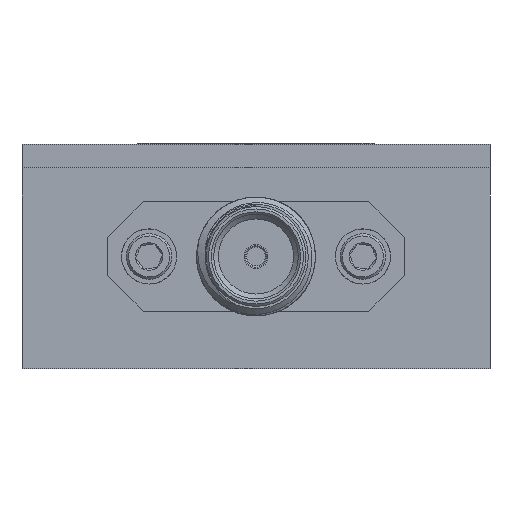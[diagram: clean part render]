
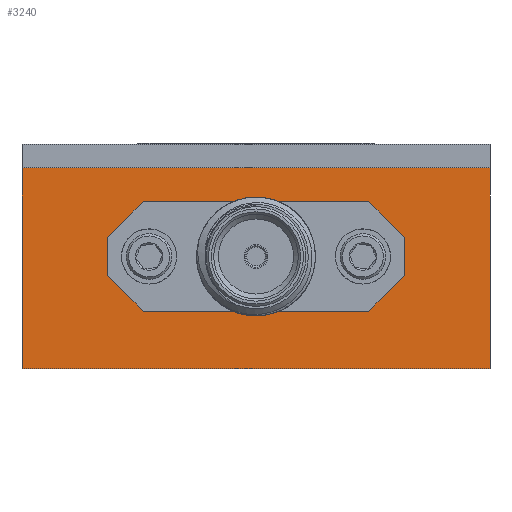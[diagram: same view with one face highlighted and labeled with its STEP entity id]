
A CAD part, left-side view. The second image highlights one B-rep face of the part: STEP entity #3240.
In plain terms, the highlighted planar face has unit normal (-1, 0, 0).
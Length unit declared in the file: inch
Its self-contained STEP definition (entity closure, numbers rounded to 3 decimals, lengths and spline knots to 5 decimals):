
#231 = DIRECTION ( 'NONE',  ( 0., 0., -1. ) ) ;
#245 = CARTESIAN_POINT ( 'NONE',  ( -0.4925, -0.3125, 0.04 ) ) ;
#611 = VECTOR ( 'NONE', #14222, 39.37008 ) ;
#929 = CARTESIAN_POINT ( 'NONE',  ( -0.4925, -0.3125, -0.04 ) ) ;
#1090 = LINE ( 'NONE', #9479, #12098 ) ;
#1104 = ORIENTED_EDGE ( 'NONE', *, *, #2428, .F. ) ;
#1196 = VERTEX_POINT ( 'NONE', #12367 ) ;
#1634 = LINE ( 'NONE', #14137, #13152 ) ;
#2056 = VERTEX_POINT ( 'NONE', #7494 ) ;
#2191 = ORIENTED_EDGE ( 'NONE', *, *, #8179, .F. ) ;
#2276 = CARTESIAN_POINT ( 'NONE',  ( -0.4925, 0.17625, -0.17625 ) ) ;
#2364 = VERTEX_POINT ( 'NONE', #12218 ) ;
#2396 = ORIENTED_EDGE ( 'NONE', *, *, #5010, .T. ) ;
#2418 = DIRECTION ( 'NONE',  ( 0., 0., -1. ) ) ;
#2428 = EDGE_CURVE ( 'NONE', #2056, #10593, #10932, .T. ) ;
#2537 = CARTESIAN_POINT ( 'NONE',  ( -0.4925, -0.4925, 0.1865 ) ) ;
#2552 = EDGE_LOOP ( 'NONE', ( #2191, #2396, #10152, #8087 ) ) ;
#2942 = DIRECTION ( 'NONE',  ( 0., 0., 1. ) ) ;
#3131 = CARTESIAN_POINT ( 'NONE',  ( -0.4925, -0.4925, -0.2365 ) ) ;
#3240 = ADVANCED_FACE ( 'NONE', ( #7504, #3705 ), #11893, .F. ) ;
#3357 = LINE ( 'NONE', #4447, #611 ) ;
#3505 = CARTESIAN_POINT ( 'NONE',  ( -0.4925, 0.4925, -0.2365 ) ) ;
#3589 = EDGE_CURVE ( 'NONE', #12633, #7414, #1090, .T. ) ;
#3607 = ORIENTED_EDGE ( 'NONE', *, *, #12002, .T. ) ;
#3691 = VERTEX_POINT ( 'NONE', #7386 ) ;
#3705 = FACE_OUTER_BOUND ( 'NONE', #2552, .T. ) ;
#3800 = CARTESIAN_POINT ( 'NONE',  ( -0.4925, -0.17625, 0.17625 ) ) ;
#3944 = DIRECTION ( 'NONE',  ( 0., 0.707, -0.707 ) ) ;
#4043 = AXIS2_PLACEMENT_3D ( 'NONE', #8879, #5712, #2418 ) ;
#4284 = ORIENTED_EDGE ( 'NONE', *, *, #10607, .T. ) ;
#4352 = VECTOR ( 'NONE', #6279, 39.37008 ) ;
#4412 = VECTOR ( 'NONE', #9060, 39.37008 ) ;
#4447 = CARTESIAN_POINT ( 'NONE',  ( -0.4925, -0.4925, 0.2365 ) ) ;
#4817 = DIRECTION ( 'NONE',  ( 0., -1., 0. ) ) ;
#4985 = VERTEX_POINT ( 'NONE', #3505 ) ;
#5010 = EDGE_CURVE ( 'NONE', #3691, #4985, #11575, .T. ) ;
#5186 = CARTESIAN_POINT ( 'NONE',  ( -0.4925, 0.2375, 0.115 ) ) ;
#5311 = LINE ( 'NONE', #14010, #5641 ) ;
#5423 = VECTOR ( 'NONE', #231, 39.37008 ) ;
#5537 = LINE ( 'NONE', #2276, #6903 ) ;
#5641 = VECTOR ( 'NONE', #7496, 39.37008 ) ;
#5712 = DIRECTION ( 'NONE',  ( 1., 0., 0. ) ) ;
#5849 = EDGE_CURVE ( 'NONE', #10635, #1196, #13802, .T. ) ;
#6255 = DIRECTION ( 'NONE',  ( 0., -0.707, -0.707 ) ) ;
#6279 = DIRECTION ( 'NONE',  ( 0., -1., 0. ) ) ;
#6310 = CARTESIAN_POINT ( 'NONE',  ( -0.4925, -0.17625, -0.17625 ) ) ;
#6723 = VECTOR ( 'NONE', #4817, 39.37008 ) ;
#6880 = DIRECTION ( 'NONE',  ( 0., -1., 0. ) ) ;
#6903 = VECTOR ( 'NONE', #12215, 39.37008 ) ;
#6954 = EDGE_CURVE ( 'NONE', #4985, #11582, #13065, .T. ) ;
#7162 = LINE ( 'NONE', #2537, #8709 ) ;
#7230 = EDGE_CURVE ( 'NONE', #2364, #10593, #1634, .T. ) ;
#7386 = CARTESIAN_POINT ( 'NONE',  ( -0.4925, 0.4925, 0.1865 ) ) ;
#7414 = VERTEX_POINT ( 'NONE', #245 ) ;
#7494 = CARTESIAN_POINT ( 'NONE',  ( -0.4925, -0.2375, 0.115 ) ) ;
#7496 = DIRECTION ( 'NONE',  ( 0., 0., -1. ) ) ;
#7504 = FACE_BOUND ( 'NONE', #14114, .T. ) ;
#7630 = DIRECTION ( 'NONE',  ( 0., -0.707, 0.707 ) ) ;
#8087 = ORIENTED_EDGE ( 'NONE', *, *, #13843, .F. ) ;
#8098 = ORIENTED_EDGE ( 'NONE', *, *, #10997, .T. ) ;
#8179 = EDGE_CURVE ( 'NONE', #3691, #11843, #7162, .T. ) ;
#8323 = LINE ( 'NONE', #6310, #10545 ) ;
#8330 = VERTEX_POINT ( 'NONE', #9363 ) ;
#8709 = VECTOR ( 'NONE', #6880, 39.37008 ) ;
#8743 = ORIENTED_EDGE ( 'NONE', *, *, #12714, .F. ) ;
#8879 = CARTESIAN_POINT ( 'NONE',  ( -0.4925, -0.4925, 0.2365 ) ) ;
#9060 = DIRECTION ( 'NONE',  ( 0., 1., 0. ) ) ;
#9363 = CARTESIAN_POINT ( 'NONE',  ( -0.4925, 0.3125, -0.04 ) ) ;
#9479 = CARTESIAN_POINT ( 'NONE',  ( -0.4925, -0.3125, 0.115 ) ) ;
#9664 = CARTESIAN_POINT ( 'NONE',  ( -0.4925, 0.2375, -0.115 ) ) ;
#9851 = VECTOR ( 'NONE', #6255, 39.37008 ) ;
#10152 = ORIENTED_EDGE ( 'NONE', *, *, #6954, .T. ) ;
#10197 = LINE ( 'NONE', #3800, #9851 ) ;
#10545 = VECTOR ( 'NONE', #3944, 39.37008 ) ;
#10593 = VERTEX_POINT ( 'NONE', #5186 ) ;
#10607 = EDGE_CURVE ( 'NONE', #12633, #1196, #8323, .T. ) ;
#10635 = VERTEX_POINT ( 'NONE', #9664 ) ;
#10737 = ORIENTED_EDGE ( 'NONE', *, *, #7230, .T. ) ;
#10932 = LINE ( 'NONE', #11156, #4412 ) ;
#10997 = EDGE_CURVE ( 'NONE', #2056, #7414, #10197, .T. ) ;
#11156 = CARTESIAN_POINT ( 'NONE',  ( -0.4925, -0.3125, 0.115 ) ) ;
#11575 = LINE ( 'NONE', #13358, #5423 ) ;
#11582 = VERTEX_POINT ( 'NONE', #3131 ) ;
#11788 = CARTESIAN_POINT ( 'NONE',  ( -0.4925, -0.4925, 0.1865 ) ) ;
#11843 = VERTEX_POINT ( 'NONE', #11788 ) ;
#11893 = PLANE ( 'NONE',  #4043 ) ;
#12002 = EDGE_CURVE ( 'NONE', #10635, #8330, #5537, .T. ) ;
#12098 = VECTOR ( 'NONE', #2942, 39.37008 ) ;
#12215 = DIRECTION ( 'NONE',  ( 0., 0.707, 0.707 ) ) ;
#12218 = CARTESIAN_POINT ( 'NONE',  ( -0.4925, 0.3125, 0.04 ) ) ;
#12367 = CARTESIAN_POINT ( 'NONE',  ( -0.4925, -0.2375, -0.115 ) ) ;
#12396 = ORIENTED_EDGE ( 'NONE', *, *, #5849, .F. ) ;
#12621 = CARTESIAN_POINT ( 'NONE',  ( -0.4925, -0.4925, -0.2365 ) ) ;
#12633 = VERTEX_POINT ( 'NONE', #929 ) ;
#12714 = EDGE_CURVE ( 'NONE', #2364, #8330, #5311, .T. ) ;
#12715 = CARTESIAN_POINT ( 'NONE',  ( -0.4925, -0.3125, -0.115 ) ) ;
#13065 = LINE ( 'NONE', #12621, #6723 ) ;
#13152 = VECTOR ( 'NONE', #7630, 39.37008 ) ;
#13358 = CARTESIAN_POINT ( 'NONE',  ( -0.4925, 0.4925, 0.2365 ) ) ;
#13802 = LINE ( 'NONE', #12715, #4352 ) ;
#13843 = EDGE_CURVE ( 'NONE', #11843, #11582, #3357, .T. ) ;
#13947 = ORIENTED_EDGE ( 'NONE', *, *, #3589, .F. ) ;
#14010 = CARTESIAN_POINT ( 'NONE',  ( -0.4925, 0.3125, 0.115 ) ) ;
#14114 = EDGE_LOOP ( 'NONE', ( #12396, #3607, #8743, #10737, #1104, #8098, #13947, #4284 ) ) ;
#14137 = CARTESIAN_POINT ( 'NONE',  ( -0.4925, 0.17625, 0.17625 ) ) ;
#14222 = DIRECTION ( 'NONE',  ( 0., 0., -1. ) ) ;
